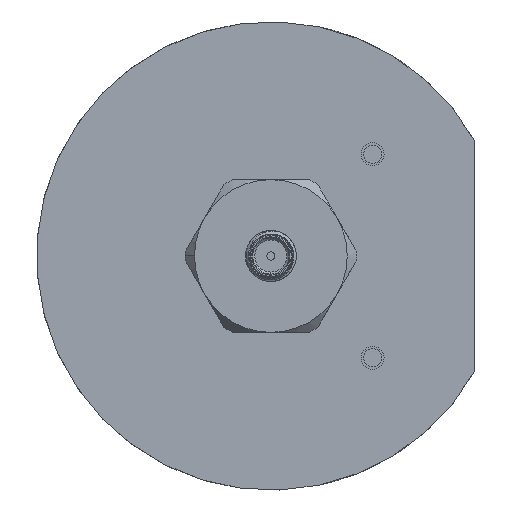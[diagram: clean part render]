
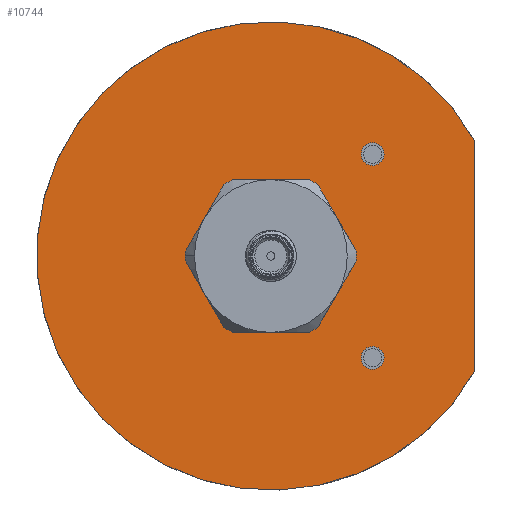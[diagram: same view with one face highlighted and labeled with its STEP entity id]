
A CAD part, left-side view. The second image highlights one B-rep face of the part: STEP entity #10744.
In plain terms, the highlighted planar face has unit normal (-1, 0, 0).
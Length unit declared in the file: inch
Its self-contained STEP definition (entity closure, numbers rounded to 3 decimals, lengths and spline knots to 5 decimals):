
#83 = AXIS2_PLACEMENT_3D ( 'NONE', #4773, #4048, #1499 ) ;
#85 = CIRCLE ( 'NONE', #1673, 0.056 ) ;
#141 = ORIENTED_EDGE ( 'NONE', *, *, #4674, .F. ) ;
#229 = CIRCLE ( 'NONE', #3232, 1.15 ) ;
#424 = CARTESIAN_POINT ( 'NONE',  ( -1.335, -1., 0. ) ) ;
#426 = DIRECTION ( 'NONE',  ( -1., 0., 0. ) ) ;
#505 = CARTESIAN_POINT ( 'NONE',  ( -1.335, 0., 0. ) ) ;
#745 = EDGE_LOOP ( 'NONE', ( #1487, #9683 ) ) ;
#945 = VECTOR ( 'NONE', #7952, 39.37008 ) ;
#1352 = DIRECTION ( 'NONE',  ( -1., 0., 0. ) ) ;
#1482 = EDGE_CURVE ( 'NONE', #8967, #3775, #5523, .T. ) ;
#1487 = ORIENTED_EDGE ( 'NONE', *, *, #9570, .F. ) ;
#1499 = DIRECTION ( 'NONE',  ( 0., 0., 1. ) ) ;
#1673 = AXIS2_PLACEMENT_3D ( 'NONE', #8274, #1352, #8219 ) ;
#1713 = ORIENTED_EDGE ( 'NONE', *, *, #5671, .F. ) ;
#1735 = FACE_BOUND ( 'NONE', #5365, .T. ) ;
#1963 = CARTESIAN_POINT ( 'NONE',  ( -1.335, 0., 0. ) ) ;
#2251 = VERTEX_POINT ( 'NONE', #10115 ) ;
#2347 = CIRCLE ( 'NONE', #3772, 0.14906 ) ;
#2362 = DIRECTION ( 'NONE',  ( -1., 0., 0. ) ) ;
#2469 = DIRECTION ( 'NONE',  ( 0., -1., 0. ) ) ;
#2640 = VERTEX_POINT ( 'NONE', #10249 ) ;
#2870 = EDGE_CURVE ( 'NONE', #4069, #6279, #3585, .T. ) ;
#2888 = AXIS2_PLACEMENT_3D ( 'NONE', #7468, #5051, #4087 ) ;
#3232 = AXIS2_PLACEMENT_3D ( 'NONE', #505, #3881, #8984 ) ;
#3393 = FACE_BOUND ( 'NONE', #9975, .T. ) ;
#3535 = VERTEX_POINT ( 'NONE', #9968 ) ;
#3585 = CIRCLE ( 'NONE', #2888, 0.056 ) ;
#3594 = DIRECTION ( 'NONE',  ( -1., 0., 0. ) ) ;
#3772 = AXIS2_PLACEMENT_3D ( 'NONE', #1963, #426, #7285 ) ;
#3775 = VERTEX_POINT ( 'NONE', #8736 ) ;
#3881 = DIRECTION ( 'NONE',  ( -1., 0., 0. ) ) ;
#4048 = DIRECTION ( 'NONE',  ( -1., 0., 0. ) ) ;
#4069 = VERTEX_POINT ( 'NONE', #10221 ) ;
#4087 = DIRECTION ( 'NONE',  ( 0., 0., 1. ) ) ;
#4426 = CARTESIAN_POINT ( 'NONE',  ( -1.335, -0.5, -0.556 ) ) ;
#4674 = EDGE_CURVE ( 'NONE', #2640, #10238, #10516, .T. ) ;
#4773 = CARTESIAN_POINT ( 'NONE',  ( -1.335, -0.5, -0.5 ) ) ;
#4799 = CARTESIAN_POINT ( 'NONE',  ( -1.335, 0., 0. ) ) ;
#5051 = DIRECTION ( 'NONE',  ( -1., 0., 0. ) ) ;
#5231 = DIRECTION ( 'NONE',  ( 0., 1., 0. ) ) ;
#5275 = CARTESIAN_POINT ( 'NONE',  ( -1.335, -0.5, 0.444 ) ) ;
#5365 = EDGE_LOOP ( 'NONE', ( #141, #9055 ) ) ;
#5523 = CIRCLE ( 'NONE', #10483, 0.14906 ) ;
#5671 = EDGE_CURVE ( 'NONE', #6279, #4069, #85, .T. ) ;
#5741 = CIRCLE ( 'NONE', #9992, 0.056 ) ;
#5894 = FACE_OUTER_BOUND ( 'NONE', #745, .T. ) ;
#6035 = DIRECTION ( 'NONE',  ( 0., 0., 1. ) ) ;
#6111 = FACE_BOUND ( 'NONE', #7420, .T. ) ;
#6279 = VERTEX_POINT ( 'NONE', #5275 ) ;
#6512 = ORIENTED_EDGE ( 'NONE', *, *, #1482, .F. ) ;
#7285 = DIRECTION ( 'NONE',  ( 0., -1., 0. ) ) ;
#7420 = EDGE_LOOP ( 'NONE', ( #10035, #1713 ) ) ;
#7468 = CARTESIAN_POINT ( 'NONE',  ( -1.335, -0.5, 0.5 ) ) ;
#7479 = CARTESIAN_POINT ( 'NONE',  ( -1.335, 0.14906, 0. ) ) ;
#7801 = CARTESIAN_POINT ( 'NONE',  ( -1.335, -0.5, -0.5 ) ) ;
#7811 = ORIENTED_EDGE ( 'NONE', *, *, #9144, .F. ) ;
#7952 = DIRECTION ( 'NONE',  ( 0., 0., -1. ) ) ;
#8219 = DIRECTION ( 'NONE',  ( 0., 0., 1. ) ) ;
#8274 = CARTESIAN_POINT ( 'NONE',  ( -1.335, -0.5, 0.5 ) ) ;
#8388 = CARTESIAN_POINT ( 'NONE',  ( -1.335, 0., 0. ) ) ;
#8736 = CARTESIAN_POINT ( 'NONE',  ( -1.335, -0.14906, 0. ) ) ;
#8908 = EDGE_CURVE ( 'NONE', #3535, #2251, #229, .T. ) ;
#8967 = VERTEX_POINT ( 'NONE', #7479 ) ;
#8984 = DIRECTION ( 'NONE',  ( 0., -1., 0. ) ) ;
#9055 = ORIENTED_EDGE ( 'NONE', *, *, #10251, .F. ) ;
#9144 = EDGE_CURVE ( 'NONE', #3775, #8967, #2347, .T. ) ;
#9277 = PLANE ( 'NONE',  #10882 ) ;
#9335 = DIRECTION ( 'NONE',  ( -1., 0., 0. ) ) ;
#9570 = EDGE_CURVE ( 'NONE', #3535, #2251, #9727, .T. ) ;
#9683 = ORIENTED_EDGE ( 'NONE', *, *, #8908, .T. ) ;
#9727 = LINE ( 'NONE', #424, #945 ) ;
#9968 = CARTESIAN_POINT ( 'NONE',  ( -1.335, -1., 0.56789 ) ) ;
#9975 = EDGE_LOOP ( 'NONE', ( #7811, #6512 ) ) ;
#9992 = AXIS2_PLACEMENT_3D ( 'NONE', #7801, #3594, #6035 ) ;
#10035 = ORIENTED_EDGE ( 'NONE', *, *, #2870, .F. ) ;
#10115 = CARTESIAN_POINT ( 'NONE',  ( -1.335, -1., -0.56789 ) ) ;
#10221 = CARTESIAN_POINT ( 'NONE',  ( -1.335, -0.5, 0.556 ) ) ;
#10238 = VERTEX_POINT ( 'NONE', #4426 ) ;
#10249 = CARTESIAN_POINT ( 'NONE',  ( -1.335, -0.5, -0.444 ) ) ;
#10251 = EDGE_CURVE ( 'NONE', #10238, #2640, #5741, .T. ) ;
#10483 = AXIS2_PLACEMENT_3D ( 'NONE', #4799, #2362, #2469 ) ;
#10516 = CIRCLE ( 'NONE', #83, 0.056 ) ;
#10744 = ADVANCED_FACE ( 'NONE', ( #6111, #1735, #3393, #5894 ), #9277, .T. ) ;
#10882 = AXIS2_PLACEMENT_3D ( 'NONE', #8388, #9335, #5231 ) ;
